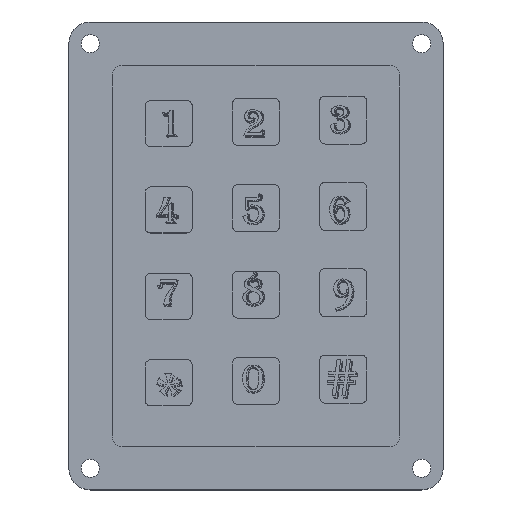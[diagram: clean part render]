
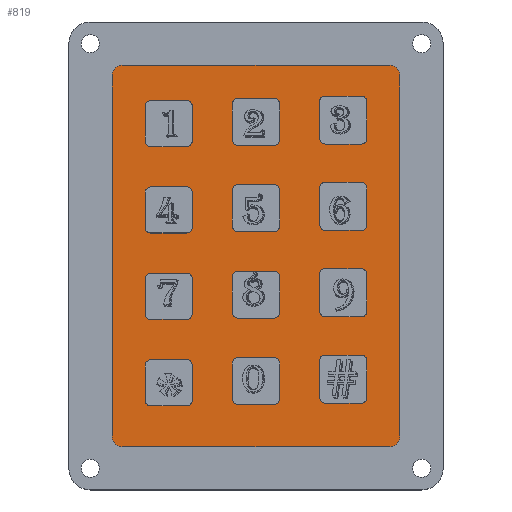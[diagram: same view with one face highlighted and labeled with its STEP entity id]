
A CAD part, top view. The second image highlights one B-rep face of the part: STEP entity #819.
In plain terms, the highlighted planar face has unit normal (0, 0, 1).
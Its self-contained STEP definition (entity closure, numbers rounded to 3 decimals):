
#554 = VERTEX_POINT('',#555);
#555 = CARTESIAN_POINT('',(-18.5,26.5,5.));
#561 = EDGE_CURVE('',#554,#562,#564,.T.);
#562 = VERTEX_POINT('',#563);
#563 = CARTESIAN_POINT('',(-20.,25.,5.));
#564 = CIRCLE('',#565,1.5);
#565 = AXIS2_PLACEMENT_3D('',#566,#567,#568);
#566 = CARTESIAN_POINT('',(-18.5,25.,5.));
#567 = DIRECTION('',(0.,0.,1.));
#568 = DIRECTION('',(1.,0.,0.));
#596 = VERTEX_POINT('',#597);
#597 = CARTESIAN_POINT('',(-20.,-25.,5.));
#603 = EDGE_CURVE('',#596,#562,#604,.T.);
#604 = LINE('',#605,#606);
#605 = CARTESIAN_POINT('',(-20.,-25.,5.));
#606 = VECTOR('',#607,1.);
#607 = DIRECTION('',(0.,1.,0.));
#625 = EDGE_CURVE('',#596,#626,#628,.T.);
#626 = VERTEX_POINT('',#627);
#627 = CARTESIAN_POINT('',(-18.5,-26.5,5.));
#628 = CIRCLE('',#629,1.5);
#629 = AXIS2_PLACEMENT_3D('',#630,#631,#632);
#630 = CARTESIAN_POINT('',(-18.5,-25.,5.));
#631 = DIRECTION('',(0.,0.,1.));
#632 = DIRECTION('',(1.,0.,0.));
#660 = VERTEX_POINT('',#661);
#661 = CARTESIAN_POINT('',(18.5,-26.5,5.));
#667 = EDGE_CURVE('',#660,#626,#668,.T.);
#668 = LINE('',#669,#670);
#669 = CARTESIAN_POINT('',(18.5,-26.5,5.));
#670 = VECTOR('',#671,1.);
#671 = DIRECTION('',(-1.,0.,0.));
#689 = EDGE_CURVE('',#660,#690,#692,.T.);
#690 = VERTEX_POINT('',#691);
#691 = CARTESIAN_POINT('',(20.,-25.,5.));
#692 = CIRCLE('',#693,1.5);
#693 = AXIS2_PLACEMENT_3D('',#694,#695,#696);
#694 = CARTESIAN_POINT('',(18.5,-25.,5.));
#695 = DIRECTION('',(0.,0.,1.));
#696 = DIRECTION('',(1.,0.,0.));
#724 = VERTEX_POINT('',#725);
#725 = CARTESIAN_POINT('',(20.,25.,5.));
#731 = EDGE_CURVE('',#724,#690,#732,.T.);
#732 = LINE('',#733,#734);
#733 = CARTESIAN_POINT('',(20.,25.,5.));
#734 = VECTOR('',#735,1.);
#735 = DIRECTION('',(0.,-1.,0.));
#753 = EDGE_CURVE('',#724,#754,#756,.T.);
#754 = VERTEX_POINT('',#755);
#755 = CARTESIAN_POINT('',(18.5,26.5,5.));
#756 = CIRCLE('',#757,1.5);
#757 = AXIS2_PLACEMENT_3D('',#758,#759,#760);
#758 = CARTESIAN_POINT('',(18.5,25.,5.));
#759 = DIRECTION('',(0.,0.,1.));
#760 = DIRECTION('',(1.,0.,0.));
#786 = EDGE_CURVE('',#554,#754,#787,.T.);
#787 = LINE('',#788,#789);
#788 = CARTESIAN_POINT('',(-18.5,26.5,5.));
#789 = VECTOR('',#790,1.);
#790 = DIRECTION('',(1.,0.,0.));
#819 = ADVANCED_FACE('',(#820),#830,.T.);
#820 = FACE_BOUND('',#821,.T.);
#821 = EDGE_LOOP('',(#822,#823,#824,#825,#826,#827,#828,#829));
#822 = ORIENTED_EDGE('',*,*,#561,.T.);
#823 = ORIENTED_EDGE('',*,*,#603,.F.);
#824 = ORIENTED_EDGE('',*,*,#625,.T.);
#825 = ORIENTED_EDGE('',*,*,#667,.F.);
#826 = ORIENTED_EDGE('',*,*,#689,.T.);
#827 = ORIENTED_EDGE('',*,*,#731,.F.);
#828 = ORIENTED_EDGE('',*,*,#753,.T.);
#829 = ORIENTED_EDGE('',*,*,#786,.F.);
#830 = PLANE('',#831);
#831 = AXIS2_PLACEMENT_3D('',#832,#833,#834);
#832 = CARTESIAN_POINT('',(0.,0.,5.));
#833 = DIRECTION('',(0.,0.,1.));
#834 = DIRECTION('',(1.,0.,0.));
